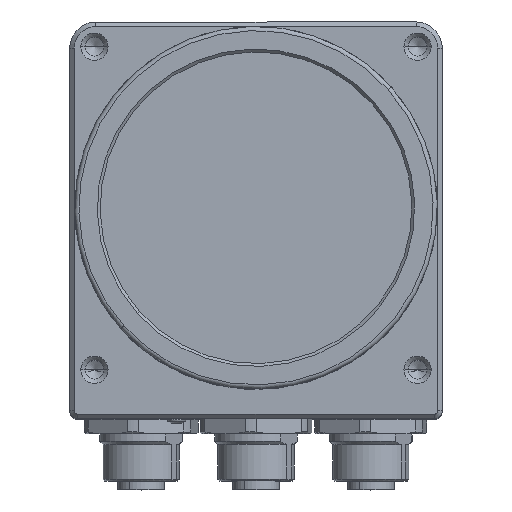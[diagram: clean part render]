
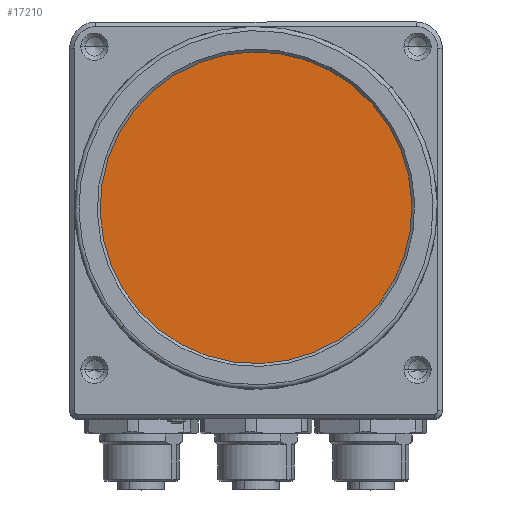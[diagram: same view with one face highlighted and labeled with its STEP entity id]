
A CAD part, top view. The second image highlights one B-rep face of the part: STEP entity #17210.
In plain terms, the highlighted planar face has unit normal (0, 0, 1).
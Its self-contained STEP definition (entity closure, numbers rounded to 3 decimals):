
#3172=CARTESIAN_POINT('',(0.,-32.85,51.7));
#3173=DIRECTION('',(0.,0.,1.));
#3174=DIRECTION('',(0.746,0.666,0.));
#3175=AXIS2_PLACEMENT_3D('',#3172,#3173,#3174);
#3181=CARTESIAN_POINT('',(0.,-32.85,51.7));
#3182=DIRECTION('',(0.,0.,1.));
#3183=DIRECTION('',(-0.746,-0.666,0.));
#3184=AXIS2_PLACEMENT_3D('',#3181,#3182,#3183);
#12205=CARTESIAN_POINT('',(20.514,-14.535,51.7));
#12206=CARTESIAN_POINT('',(-20.514,-51.165,51.7));
#12207=VERTEX_POINT('',#12205);
#12208=VERTEX_POINT('',#12206);
#17200=CARTESIAN_POINT('',(0.,-32.85,51.7));
#17201=DIRECTION('',(0.,0.,-1.));
#17202=DIRECTION('',(0.746,0.666,0.));
#17203=AXIS2_PLACEMENT_3D('',#17200,#17201,#17202);
#17204=PLANE('',#17203);
#17205=ORIENTED_EDGE('',*,*,#17183,.F.);
#17207=ORIENTED_EDGE('',*,*,#17206,.F.);
#17208=EDGE_LOOP('',(#17205,#17207));
#17209=FACE_OUTER_BOUND('',#17208,.F.);
#17210=ADVANCED_FACE('',(#17209),#17204,.F.);
#3176=CIRCLE('',#3175,27.5);
#3185=CIRCLE('',#3184,27.5);
#17183=EDGE_CURVE('',#12207,#12208,#3176,.T.);
#17206=EDGE_CURVE('',#12208,#12207,#3185,.T.);
